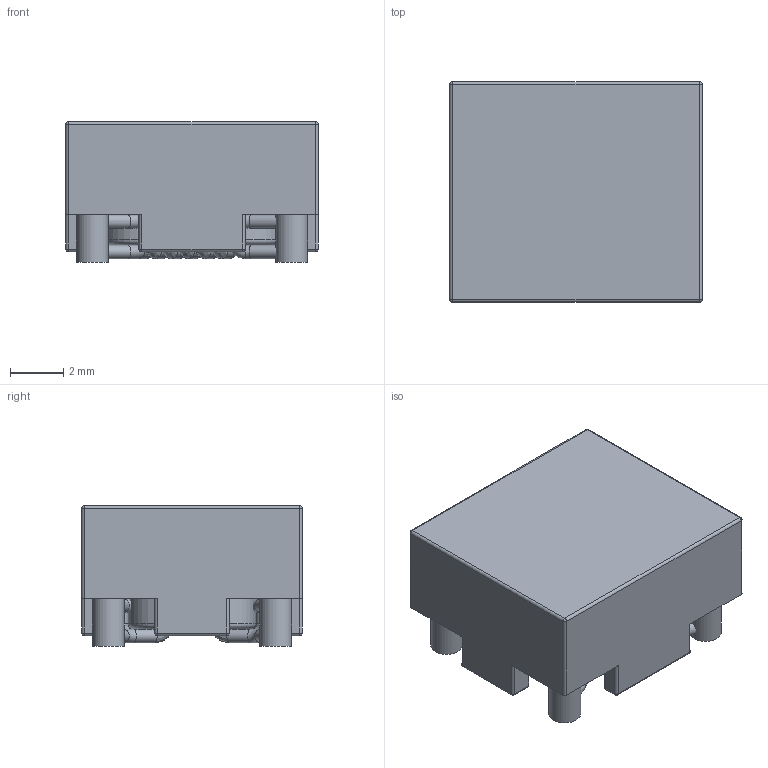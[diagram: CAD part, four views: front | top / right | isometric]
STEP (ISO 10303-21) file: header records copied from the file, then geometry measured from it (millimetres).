
FILE_DESCRIPTION( ( 'Unknown' ), '1' );
FILE_NAME( '744273501.stp', 'Unknown', ( 'Unknown' ), ( 'Unknown' ), 'XStep 1.0', 'Unknown', ' ' );
FILE_SCHEMA( ( 'automotive_design' ) );
Length unit declared in the file: millimetre
Products named in the file (5): Assem1; base; core
Bounding box: 9.5 x 8.3 x 5.3 mm (x, y, z)
Surface area: 1415.9 mm2
Topology: 8 solids, 8 shells, 544 faces, 1212 edges, 652 vertices
Faces by surface type: cylinder 256, plane 112, torus 92, bspline 44, sphere 40
Full cylindrical faces by diameter (mm): 0.5 x104, 1.2 x8
Entity records: 12080 total; most frequent: CARTESIAN_POINT 5203, DIRECTION 1262, ORIENTED_EDGE 956, AXIS2_PLACEMENT_3D 529, EDGE_CURVE 478, EDGE_LOOP 386, FACE_OUTER_BOUND 380, VERTEX_POINT 326
